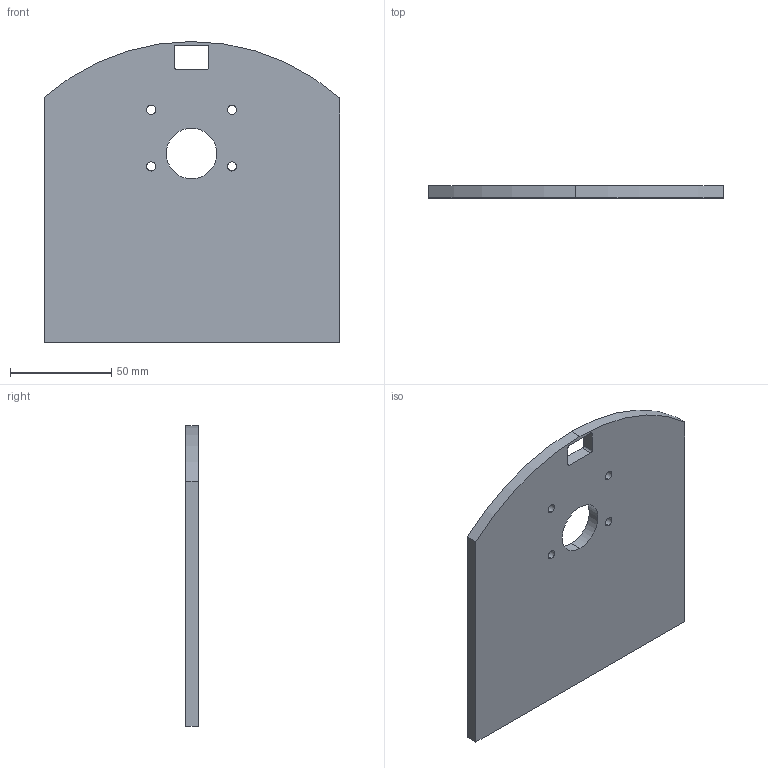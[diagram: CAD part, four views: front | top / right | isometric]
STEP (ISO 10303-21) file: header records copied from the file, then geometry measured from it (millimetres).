
FILE_DESCRIPTION (( 'STEP AP214' ), '1' );
FILE_NAME ('Zeichnung_Blecheinlage.STEP', '2025-06-18T11:35:48', ( '' ), ( '' ), 'SwSTEP 2.0', 'SolidWorks 2024', '' );
FILE_SCHEMA (( 'AUTOMOTIVE_DESIGN' ));
Length unit declared in the file: millimetre
Products named in the file (1): Zeichnung_Blecheinlage
Bounding box: 146 x 6 x 148.91 mm (x, y, z)
Volume: 118258.6 mm3; surface area: 43855.9 mm2
Topology: 1 solids, 1 shells, 25 faces, 69 edges, 46 vertices
Faces by surface type: cylinder 16, plane 9
Entity records: 862 total; most frequent: DIRECTION 153, CARTESIAN_POINT 141, ORIENTED_EDGE 138, EDGE_CURVE 69, AXIS2_PLACEMENT_3D 58, VERTEX_POINT 46, EDGE_LOOP 37, LINE 37
